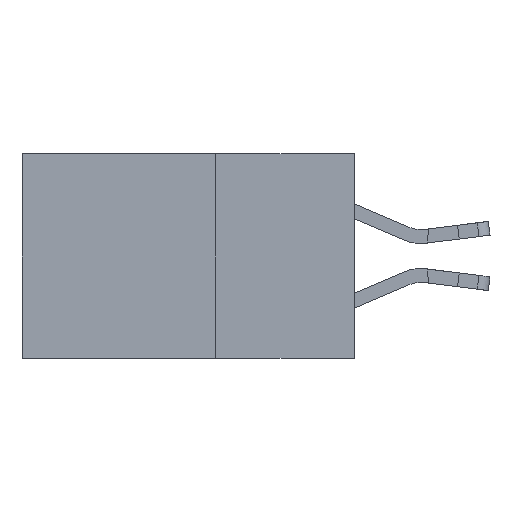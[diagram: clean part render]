
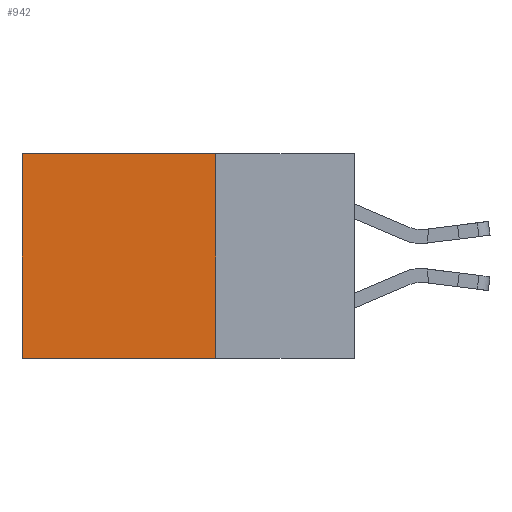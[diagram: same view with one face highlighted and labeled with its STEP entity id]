
A CAD part, left-side view. The second image highlights one B-rep face of the part: STEP entity #942.
In plain terms, the highlighted planar face has unit normal (-1, 0, 0).
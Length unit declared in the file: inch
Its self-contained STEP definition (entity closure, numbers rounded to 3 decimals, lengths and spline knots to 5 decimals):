
#199 = DIRECTION ( 'NONE',  ( 0., 1., 0. ) ) ;
#233 = DIRECTION ( 'NONE',  ( 0., 0., -1. ) ) ;
#402 = VECTOR ( 'NONE', #199, 39.37008 ) ;
#763 = CARTESIAN_POINT ( 'NONE',  ( 0.2615, 0.25, -0.37 ) ) ;
#818 = CARTESIAN_POINT ( 'NONE',  ( 0.2615, 0.25, 0. ) ) ;
#942 = ADVANCED_FACE ( 'NONE', ( #5872 ), #2508, .F. ) ;
#1289 = LINE ( 'NONE', #4654, #9238 ) ;
#1359 = VERTEX_POINT ( 'NONE', #9492 ) ;
#2158 = ORIENTED_EDGE ( 'NONE', *, *, #5335, .T. ) ;
#2319 = LINE ( 'NONE', #763, #4043 ) ;
#2403 = CARTESIAN_POINT ( 'NONE',  ( 0.2615, 0.6, 0. ) ) ;
#2508 = PLANE ( 'NONE',  #4729 ) ;
#2614 = CARTESIAN_POINT ( 'NONE',  ( 0.2615, 0.25, -0.37 ) ) ;
#2787 = ORIENTED_EDGE ( 'NONE', *, *, #8769, .F. ) ;
#3169 = ORIENTED_EDGE ( 'NONE', *, *, #3937, .F. ) ;
#3487 = LINE ( 'NONE', #6008, #402 ) ;
#3506 = EDGE_LOOP ( 'NONE', ( #8228, #2787, #3169, #2158 ) ) ;
#3937 = EDGE_CURVE ( 'NONE', #4399, #1359, #2319, .T. ) ;
#4043 = VECTOR ( 'NONE', #9156, 39.37008 ) ;
#4052 = LINE ( 'NONE', #6083, #4476 ) ;
#4108 = DIRECTION ( 'NONE',  ( 0., 1., 0. ) ) ;
#4399 = VERTEX_POINT ( 'NONE', #818 ) ;
#4476 = VECTOR ( 'NONE', #4108, 39.37008 ) ;
#4654 = CARTESIAN_POINT ( 'NONE',  ( 0.2615, 0.6, -0.37 ) ) ;
#4659 = CARTESIAN_POINT ( 'NONE',  ( 0.2615, 0.6, -0.37 ) ) ;
#4729 = AXIS2_PLACEMENT_3D ( 'NONE', #2614, #5978, #9339 ) ;
#5293 = VERTEX_POINT ( 'NONE', #4659 ) ;
#5335 = EDGE_CURVE ( 'NONE', #4399, #8422, #4052, .T. ) ;
#5872 = FACE_OUTER_BOUND ( 'NONE', #3506, .T. ) ;
#5978 = DIRECTION ( 'NONE',  ( 1., 0., 0. ) ) ;
#6008 = CARTESIAN_POINT ( 'NONE',  ( 0.2615, 0.25, -0.37 ) ) ;
#6083 = CARTESIAN_POINT ( 'NONE',  ( 0.2615, 0.25, 0. ) ) ;
#8228 = ORIENTED_EDGE ( 'NONE', *, *, #10799, .T. ) ;
#8422 = VERTEX_POINT ( 'NONE', #2403 ) ;
#8769 = EDGE_CURVE ( 'NONE', #1359, #5293, #3487, .T. ) ;
#9156 = DIRECTION ( 'NONE',  ( 0., 0., -1. ) ) ;
#9238 = VECTOR ( 'NONE', #233, 39.37008 ) ;
#9339 = DIRECTION ( 'NONE',  ( 0., 0., -1. ) ) ;
#9492 = CARTESIAN_POINT ( 'NONE',  ( 0.2615, 0.25, -0.37 ) ) ;
#10799 = EDGE_CURVE ( 'NONE', #8422, #5293, #1289, .T. ) ;
